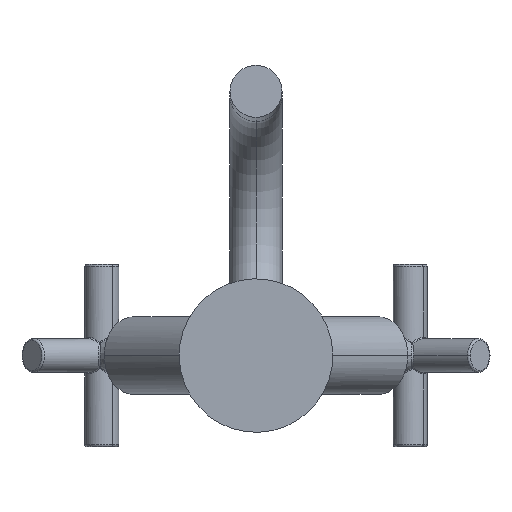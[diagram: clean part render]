
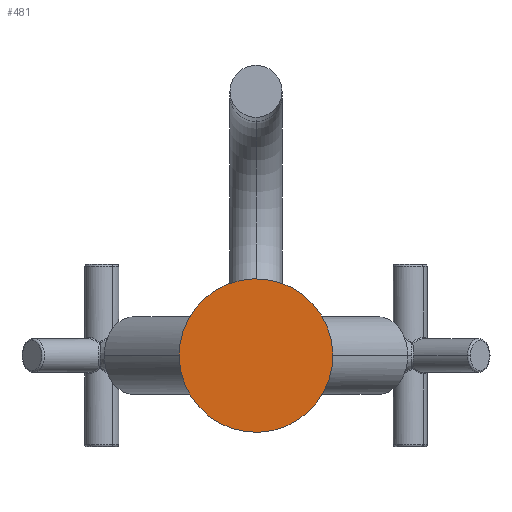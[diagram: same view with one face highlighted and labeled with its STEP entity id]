
A CAD part, front view. The second image highlights one B-rep face of the part: STEP entity #481.
In plain terms, the highlighted face is planar.
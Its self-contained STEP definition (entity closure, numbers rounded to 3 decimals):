
#227 = ORIENTED_EDGE ( 'NONE', *, *, #4286, .F. ) ;
#481 = ADVANCED_FACE ( 'NONE', ( #3253 ), #1248, .F. ) ;
#581 = VERTEX_POINT ( 'NONE', #2719 ) ;
#1248 = PLANE ( 'NONE',  #2506 ) ;
#1523 = VERTEX_POINT ( 'NONE', #2859 ) ;
#1615 = DIRECTION ( 'NONE',  ( 0., 0., 1. ) ) ;
#1617 = ORIENTED_EDGE ( 'NONE', *, *, #2172, .F. ) ;
#1642 = CARTESIAN_POINT ( 'NONE',  ( 0., 0., 0. ) ) ;
#1661 = CIRCLE ( 'NONE', #3635, 29.5 ) ;
#1729 = DIRECTION ( 'NONE',  ( 0., 0., 1. ) ) ;
#2003 = DIRECTION ( 'NONE',  ( 1., 0., 0. ) ) ;
#2172 = EDGE_CURVE ( 'NONE', #1523, #581, #1661, .T. ) ;
#2307 = CARTESIAN_POINT ( 'NONE',  ( 0., 0., 0. ) ) ;
#2506 = AXIS2_PLACEMENT_3D ( 'NONE', #2307, #1615, #4047 ) ;
#2719 = CARTESIAN_POINT ( 'NONE',  ( -29.5, 0., 0. ) ) ;
#2766 = AXIS2_PLACEMENT_3D ( 'NONE', #3799, #1729, #4154 ) ;
#2859 = CARTESIAN_POINT ( 'NONE',  ( 29.5, 0., 0. ) ) ;
#3253 = FACE_OUTER_BOUND ( 'NONE', #3415, .T. ) ;
#3349 = CIRCLE ( 'NONE', #2766, 29.5 ) ;
#3415 = EDGE_LOOP ( 'NONE', ( #227, #1617 ) ) ;
#3635 = AXIS2_PLACEMENT_3D ( 'NONE', #1642, #4075, #2003 ) ;
#3799 = CARTESIAN_POINT ( 'NONE',  ( 0., 0., 0. ) ) ;
#4047 = DIRECTION ( 'NONE',  ( 1., 0., 0. ) ) ;
#4075 = DIRECTION ( 'NONE',  ( 0., 0., 1. ) ) ;
#4154 = DIRECTION ( 'NONE',  ( 1., 0., 0. ) ) ;
#4286 = EDGE_CURVE ( 'NONE', #581, #1523, #3349, .T. ) ;
